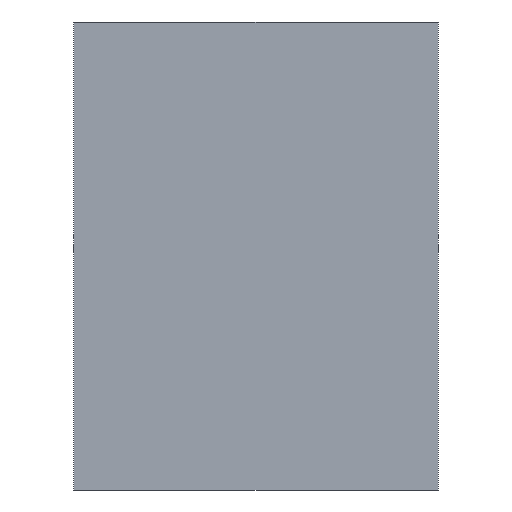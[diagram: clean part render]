
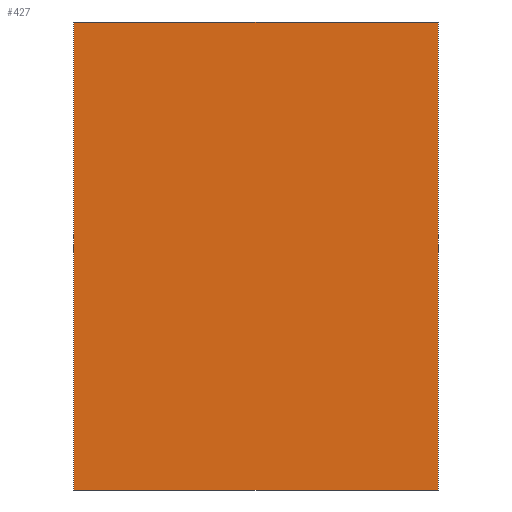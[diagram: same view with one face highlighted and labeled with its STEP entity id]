
A CAD part, front view. The second image highlights one B-rep face of the part: STEP entity #427.
In plain terms, the highlighted planar face has unit normal (0, -1, 0).
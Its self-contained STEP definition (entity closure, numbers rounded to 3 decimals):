
#24 = LINE ( 'NONE', #374, #297 ) ;
#72 = CARTESIAN_POINT ( 'NONE',  ( 15., -30., 0. ) ) ;
#80 = DIRECTION ( 'NONE',  ( 0., 0., -1. ) ) ;
#83 = DIRECTION ( 'NONE',  ( 1., 0., 0. ) ) ;
#120 = VERTEX_POINT ( 'NONE', #500 ) ;
#140 = ORIENTED_EDGE ( 'NONE', *, *, #563, .F. ) ;
#162 = VECTOR ( 'NONE', #641, 1000. ) ;
#166 = EDGE_CURVE ( 'NONE', #571, #521, #430, .T. ) ;
#167 = DIRECTION ( 'NONE',  ( -1., 0., 0. ) ) ;
#179 = CARTESIAN_POINT ( 'NONE',  ( -15., -30., 38.5 ) ) ;
#204 = AXIS2_PLACEMENT_3D ( 'NONE', #627, #618, #167 ) ;
#220 = DIRECTION ( 'NONE',  ( 0., 0., -1. ) ) ;
#222 = CARTESIAN_POINT ( 'NONE',  ( 15., -30., 38.5 ) ) ;
#223 = EDGE_LOOP ( 'NONE', ( #270, #140, #315, #506 ) ) ;
#268 = CARTESIAN_POINT ( 'NONE',  ( -15., -30., 0. ) ) ;
#270 = ORIENTED_EDGE ( 'NONE', *, *, #166, .T. ) ;
#297 = VECTOR ( 'NONE', #83, 1000. ) ;
#310 = LINE ( 'NONE', #179, #322 ) ;
#315 = ORIENTED_EDGE ( 'NONE', *, *, #528, .F. ) ;
#322 = VECTOR ( 'NONE', #220, 1000. ) ;
#326 = FACE_OUTER_BOUND ( 'NONE', #223, .T. ) ;
#362 = PLANE ( 'NONE',  #204 ) ;
#374 = CARTESIAN_POINT ( 'NONE',  ( 15., -30., 38.5 ) ) ;
#399 = CARTESIAN_POINT ( 'NONE',  ( 15., -30., 0. ) ) ;
#405 = VERTEX_POINT ( 'NONE', #517 ) ;
#427 = ADVANCED_FACE ( 'NONE', ( #326 ), #362, .F. ) ;
#430 = LINE ( 'NONE', #399, #162 ) ;
#483 = LINE ( 'NONE', #222, #621 ) ;
#500 = CARTESIAN_POINT ( 'NONE',  ( 15., -30., 38.5 ) ) ;
#506 = ORIENTED_EDGE ( 'NONE', *, *, #581, .T. ) ;
#517 = CARTESIAN_POINT ( 'NONE',  ( -15., -30., 38.5 ) ) ;
#521 = VERTEX_POINT ( 'NONE', #72 ) ;
#528 = EDGE_CURVE ( 'NONE', #405, #120, #24, .T. ) ;
#563 = EDGE_CURVE ( 'NONE', #120, #521, #483, .T. ) ;
#571 = VERTEX_POINT ( 'NONE', #268 ) ;
#581 = EDGE_CURVE ( 'NONE', #405, #571, #310, .T. ) ;
#618 = DIRECTION ( 'NONE',  ( 0., 1., 0. ) ) ;
#621 = VECTOR ( 'NONE', #80, 1000. ) ;
#627 = CARTESIAN_POINT ( 'NONE',  ( 15., -30., 38.5 ) ) ;
#641 = DIRECTION ( 'NONE',  ( 1., 0., 0. ) ) ;
